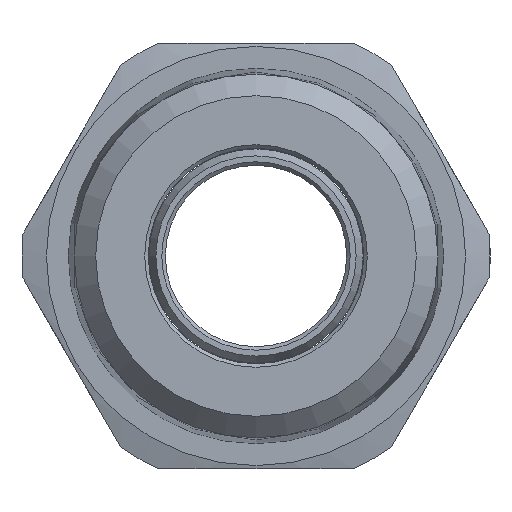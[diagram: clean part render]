
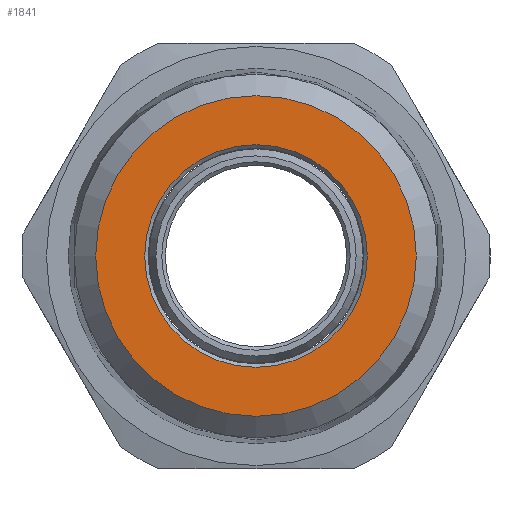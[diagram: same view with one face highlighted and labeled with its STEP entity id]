
A CAD part, left-side view. The second image highlights one B-rep face of the part: STEP entity #1841.
In plain terms, the highlighted planar face has unit normal (-1, 0, 0).
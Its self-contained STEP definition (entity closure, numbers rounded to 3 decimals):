
#94 = DIRECTION ( 'NONE',  ( 0., 0., 1. ) ) ;
#278 = CIRCLE ( 'NONE', #1293, 7.975 ) ;
#347 = ORIENTED_EDGE ( 'NONE', *, *, #1618, .T. ) ;
#669 = CARTESIAN_POINT ( 'NONE',  ( 10.1, 0., 11.487 ) ) ;
#832 = DIRECTION ( 'NONE',  ( 1., 0., 0. ) ) ;
#1106 = AXIS2_PLACEMENT_3D ( 'NONE', #1887, #2057, #1892 ) ;
#1111 = PLANE ( 'NONE',  #1106 ) ;
#1201 = EDGE_CURVE ( 'NONE', #1514, #1514, #1578, .T. ) ;
#1293 = AXIS2_PLACEMENT_3D ( 'NONE', #1944, #832, #2386 ) ;
#1329 = EDGE_LOOP ( 'NONE', ( #2257 ) ) ;
#1339 = FACE_BOUND ( 'NONE', #1726, .T. ) ;
#1426 = CARTESIAN_POINT ( 'NONE',  ( 10.1, 0., 0. ) ) ;
#1514 = VERTEX_POINT ( 'NONE', #669 ) ;
#1578 = CIRCLE ( 'NONE', #2202, 11.487 ) ;
#1618 = EDGE_CURVE ( 'NONE', #1932, #1932, #278, .T. ) ;
#1726 = EDGE_LOOP ( 'NONE', ( #347 ) ) ;
#1841 = ADVANCED_FACE ( 'NONE', ( #1339, #2509 ), #1111, .T. ) ;
#1887 = CARTESIAN_POINT ( 'NONE',  ( 10.1, 0., 0. ) ) ;
#1892 = DIRECTION ( 'NONE',  ( 0., 0., 1. ) ) ;
#1932 = VERTEX_POINT ( 'NONE', #2237 ) ;
#1944 = CARTESIAN_POINT ( 'NONE',  ( 10.1, 0., 0. ) ) ;
#1966 = DIRECTION ( 'NONE',  ( -1., 0., 0. ) ) ;
#2057 = DIRECTION ( 'NONE',  ( -1., 0., 0. ) ) ;
#2202 = AXIS2_PLACEMENT_3D ( 'NONE', #1426, #1966, #94 ) ;
#2237 = CARTESIAN_POINT ( 'NONE',  ( 10.1, 0., 7.975 ) ) ;
#2257 = ORIENTED_EDGE ( 'NONE', *, *, #1201, .T. ) ;
#2386 = DIRECTION ( 'NONE',  ( 0., 0., 1. ) ) ;
#2509 = FACE_OUTER_BOUND ( 'NONE', #1329, .T. ) ;
